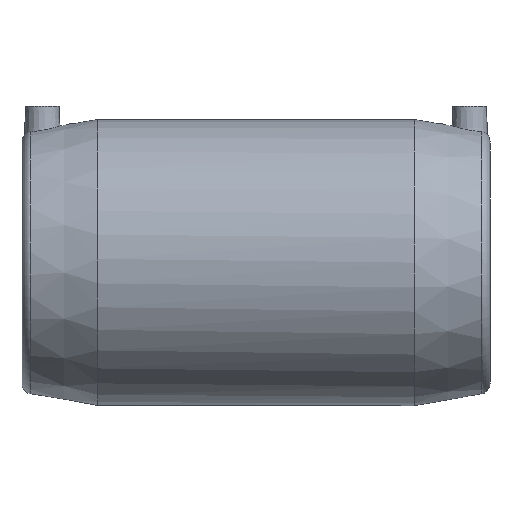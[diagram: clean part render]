
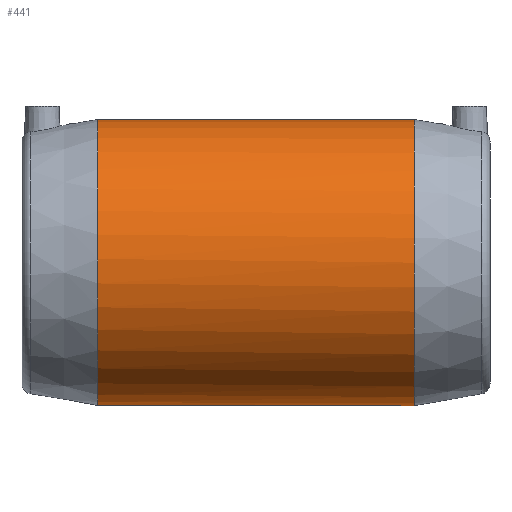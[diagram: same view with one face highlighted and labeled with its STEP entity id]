
A CAD part, front view. The second image highlights one B-rep face of the part: STEP entity #441.
In plain terms, the highlighted cylindrical face has radius 81 mm (diameter 162 mm), a full revolution.
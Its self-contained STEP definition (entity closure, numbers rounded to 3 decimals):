
#50=B_SPLINE_CURVE_WITH_KNOTS('',3,(#849,#850,#851,#852,#853,#854,#855,
#856,#857,#858,#859,#860,#861,#862,#863,#864,#865,#866,#867,#868,#869,#870,
#871,#872,#873,#874,#875,#876,#877,#878,#879,#880,#881,#882,#883,#884,#885,
#886,#887,#888,#889,#890,#891,#892,#893,#894,#895,#896,#897,#898,#899,#900,
#901,#902,#903,#904,#905,#906,#907,#908,#909,#910),.UNSPECIFIED.,.T.,.F.,
(1,1,1,1,1,1,1,1,1,1,1,1,1,1,1,1,1,1,1,1,1,1,1,1,1,1,1,1,1,1,1,1,1,1,1,
1,1,1,1,1,1,1,1,1,1,1,1,1,1,1,1,1,1,1,1,1,1,1,1,1,1,1,1,1,1,1),(-0.017,
-0.011,-0.006,0.,0.006,
0.011,0.017,0.022,0.028,
0.033,0.039,0.044,0.05,
0.055,0.061,0.066,0.072,
0.077,0.083,0.088,0.094,
0.099,0.105,0.11,0.121,
0.127,0.132,0.138,0.143,
0.149,0.154,0.16,0.165,
0.171,0.176,0.187,0.193,
0.198,0.204,0.209,0.22,
0.226,0.231,0.237,0.242,
0.248,0.253,0.264,0.27,
0.275,0.281,0.286,0.292,
0.297,0.303,0.308,0.32,
0.325,0.331,0.336,0.342,
0.347,0.353,0.358,0.364,
0.369),.UNSPECIFIED.);
#114=ORIENTED_EDGE('',*,*,#191,.T.);
#115=ORIENTED_EDGE('',*,*,#179,.F.);
#116=ORIENTED_EDGE('',*,*,#177,.T.);
#177=EDGE_CURVE('',#222,#222,#260,.T.);
#179=EDGE_CURVE('',#224,#224,#261,.T.);
#191=EDGE_CURVE('',#235,#235,#50,.T.);
#222=VERTEX_POINT('',#735);
#224=VERTEX_POINT('',#750);
#235=VERTEX_POINT('',#911);
#260=CIRCLE('',#493,81.);
#261=CIRCLE('',#495,81.);
#311=EDGE_LOOP('',(#114));
#312=EDGE_LOOP('',(#115));
#313=EDGE_LOOP('',(#116));
#379=FACE_BOUND('',#311,.T.);
#380=FACE_BOUND('',#312,.T.);
#381=FACE_BOUND('',#313,.T.);
#419=CYLINDRICAL_SURFACE('',#506,81.);
#441=ADVANCED_FACE('',(#379,#380,#381),#419,.T.);
#493=AXIS2_PLACEMENT_3D('',#734,#575,#576);
#495=AXIS2_PLACEMENT_3D('',#749,#579,#580);
#506=AXIS2_PLACEMENT_3D('',#848,#603,#604);
#575=DIRECTION('',(-1.,0.,0.));
#576=DIRECTION('',(0.,0.,1.));
#579=DIRECTION('',(-1.,0.,0.));
#580=DIRECTION('',(0.,0.,1.));
#603=DIRECTION('',(-1.,0.,0.));
#604=DIRECTION('',(0.,0.,1.));
#734=CARTESIAN_POINT('',(89.5,0.,0.));
#735=CARTESIAN_POINT('',(89.5,0.,81.));
#749=CARTESIAN_POINT('',(-89.5,0.,0.));
#750=CARTESIAN_POINT('',(-89.5,0.,81.));
#848=CARTESIAN_POINT('',(-60.,0.,0.));
#849=CARTESIAN_POINT('',(55.792,80.875,-5.496));
#850=CARTESIAN_POINT('',(56.104,81.063,-0.006));
#851=CARTESIAN_POINT('',(55.79,80.874,5.52));
#852=CARTESIAN_POINT('',(54.862,80.321,10.907));
#853=CARTESIAN_POINT('',(53.381,79.449,16.057));
#854=CARTESIAN_POINT('',(51.34,78.272,21.046));
#855=CARTESIAN_POINT('',(48.828,76.863,25.7));
#856=CARTESIAN_POINT('',(45.902,75.28,30.01));
#857=CARTESIAN_POINT('',(42.545,73.547,34.027));
#858=CARTESIAN_POINT('',(38.866,71.756,37.644));
#859=CARTESIAN_POINT('',(34.886,69.955,40.884));
#860=CARTESIAN_POINT('',(30.578,68.179,43.773));
#861=CARTESIAN_POINT('',(25.986,66.501,46.272));
#862=CARTESIAN_POINT('',(21.205,65.009,48.338));
#863=CARTESIAN_POINT('',(16.207,63.743,49.99));
#864=CARTESIAN_POINT('',(10.938,62.755,51.218));
#865=CARTESIAN_POINT('',(5.528,62.135,51.966));
#866=CARTESIAN_POINT('',(0.095,61.919,52.221));
#867=CARTESIAN_POINT('',(-5.432,62.126,51.976));
#868=CARTESIAN_POINT('',(-10.812,62.738,51.239));
#869=CARTESIAN_POINT('',(-16.06,63.709,50.033));
#870=CARTESIAN_POINT('',(-22.863,65.425,47.797));
#871=CARTESIAN_POINT('',(-29.075,67.563,44.771));
#872=CARTESIAN_POINT('',(-34.857,69.942,40.907));
#873=CARTESIAN_POINT('',(-38.861,71.753,37.649));
#874=CARTESIAN_POINT('',(-42.526,73.538,34.045));
#875=CARTESIAN_POINT('',(-45.866,75.261,30.06));
#876=CARTESIAN_POINT('',(-48.832,76.865,25.695));
#877=CARTESIAN_POINT('',(-51.329,78.266,21.063));
#878=CARTESIAN_POINT('',(-53.368,79.442,16.1));
#879=CARTESIAN_POINT('',(-54.881,80.332,10.837));
#880=CARTESIAN_POINT('',(-55.797,80.878,5.454));
#881=CARTESIAN_POINT('',(-56.204,81.123,-1.916));
#882=CARTESIAN_POINT('',(-55.382,80.627,-9.085));
#883=CARTESIAN_POINT('',(-53.371,79.443,-16.089));
#884=CARTESIAN_POINT('',(-51.356,78.281,-21.004));
#885=CARTESIAN_POINT('',(-48.856,76.878,-25.659));
#886=CARTESIAN_POINT('',(-44.903,74.74,-31.478));
#887=CARTESIAN_POINT('',(-40.247,72.381,-36.517));
#888=CARTESIAN_POINT('',(-34.867,69.947,-40.899));
#889=CARTESIAN_POINT('',(-30.591,68.185,-43.762));
#890=CARTESIAN_POINT('',(-26.052,66.524,-46.24));
#891=CARTESIAN_POINT('',(-21.219,65.011,-48.337));
#892=CARTESIAN_POINT('',(-16.136,63.727,-50.01));
#893=CARTESIAN_POINT('',(-9.187,62.428,-51.624));
#894=CARTESIAN_POINT('',(-1.83,61.849,-52.303));
#895=CARTESIAN_POINT('',(5.391,62.124,-51.978));
#896=CARTESIAN_POINT('',(10.82,62.737,-51.24));
#897=CARTESIAN_POINT('',(16.079,63.714,-50.026));
#898=CARTESIAN_POINT('',(21.126,64.985,-48.372));
#899=CARTESIAN_POINT('',(25.999,66.505,-46.267));
#900=CARTESIAN_POINT('',(30.565,68.175,-43.779));
#901=CARTESIAN_POINT('',(34.86,69.943,-40.905));
#902=CARTESIAN_POINT('',(40.244,72.38,-36.52));
#903=CARTESIAN_POINT('',(44.887,74.732,-31.493));
#904=CARTESIAN_POINT('',(48.821,76.859,-25.717));
#905=CARTESIAN_POINT('',(51.348,78.276,-21.025));
#906=CARTESIAN_POINT('',(53.359,79.436,-16.117));
#907=CARTESIAN_POINT('',(54.864,80.322,-10.914));
#908=CARTESIAN_POINT('',(55.792,80.875,-5.496));
#909=CARTESIAN_POINT('',(56.104,81.063,-0.006));
#910=CARTESIAN_POINT('',(55.79,80.874,5.52));
#911=CARTESIAN_POINT('',(56.,81.,0.));
